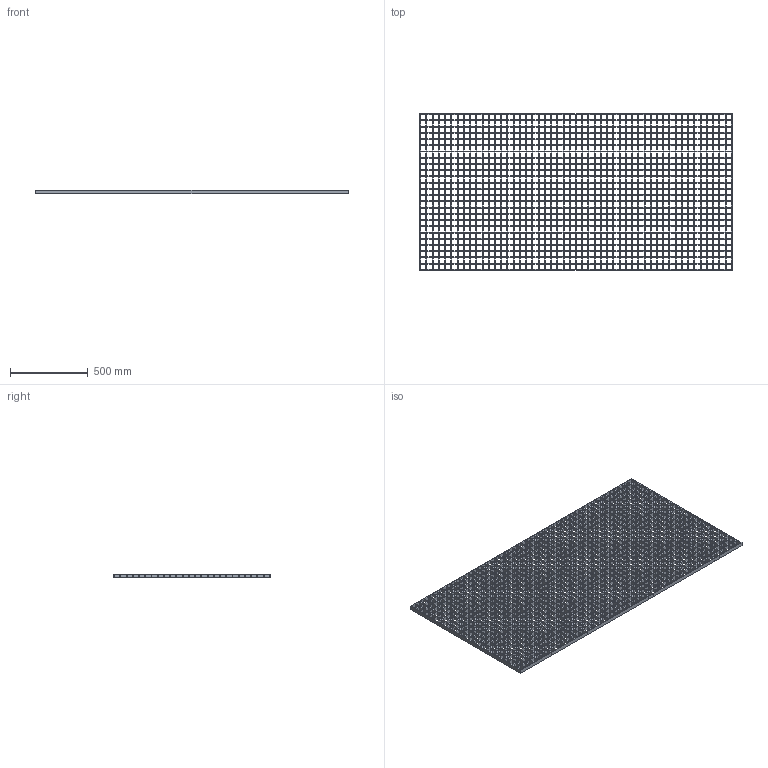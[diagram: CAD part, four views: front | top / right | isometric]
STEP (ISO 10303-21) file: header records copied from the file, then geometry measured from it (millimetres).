
FILE_DESCRIPTION(/* description */ (''),/* implementation_level */ '2;1');
FILE_NAME(/* name */ '2007x1007x25.stp',/* time_stamp */ '2019-10-29T13:44:29+01:00',/* author */ ('mma'),/* organization */ (''),/* preprocessor_version */ 'ST-DEVELOPER v16.5',/* originating_system */ 'Autodesk Inventor 2017',/* authorisation */ '');
FILE_SCHEMA (('AUTOMOTIVE_DESIGN { 1 0 10303 214 3 1 1 }'));
Products named in the file (1): Part222
Bounding box: 2007 x 1007 x 25 mm (x, y, z)
Volume: 14600897.2 mm3; surface area: 5557113.6 mm2
Topology: 1 solids, 1 shells, 5006 faces, 15012 edges, 10008 vertices
Faces by surface type: plane 5006
Entity records: 170194 total; most frequent: CARTESIAN_POINT 30027, ORIENTED_EDGE 30024, DIRECTION 25026, LINE 15012, VECTOR 15012, EDGE_CURVE 15012, VERTEX_POINT 10008, EDGE_LOOP 7506
